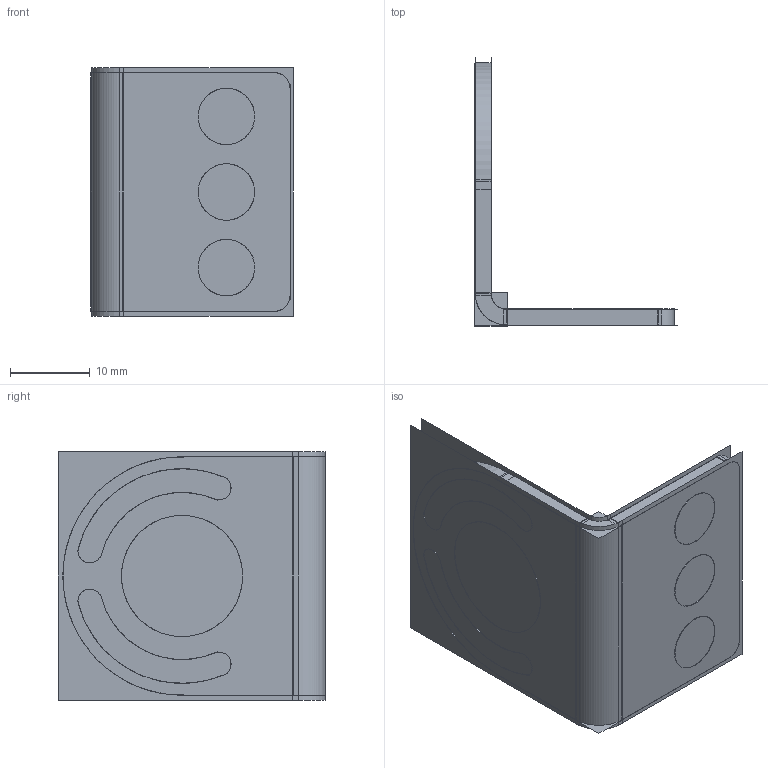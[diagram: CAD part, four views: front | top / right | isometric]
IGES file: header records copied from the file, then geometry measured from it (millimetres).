
Start section:  PTC IGES file: 197499.igs
Global section: file name: 197499.igs; native system: Creo Parametric by PTC Inc.; preprocessor: 2016260; author: pdmadmin; organization: Unknown; date: 20161021.083136; units: millimetre
Bounding box: 25.5 x 33.66 x 31.2 mm (x, y, z)
Volume: 2210.1 mm3; surface area: 13234.6 mm2
Topology: 1 solids, 1 shells, 64 faces, 334 edges, 428 vertices
Faces by surface type: revolution 42, bspline 22
